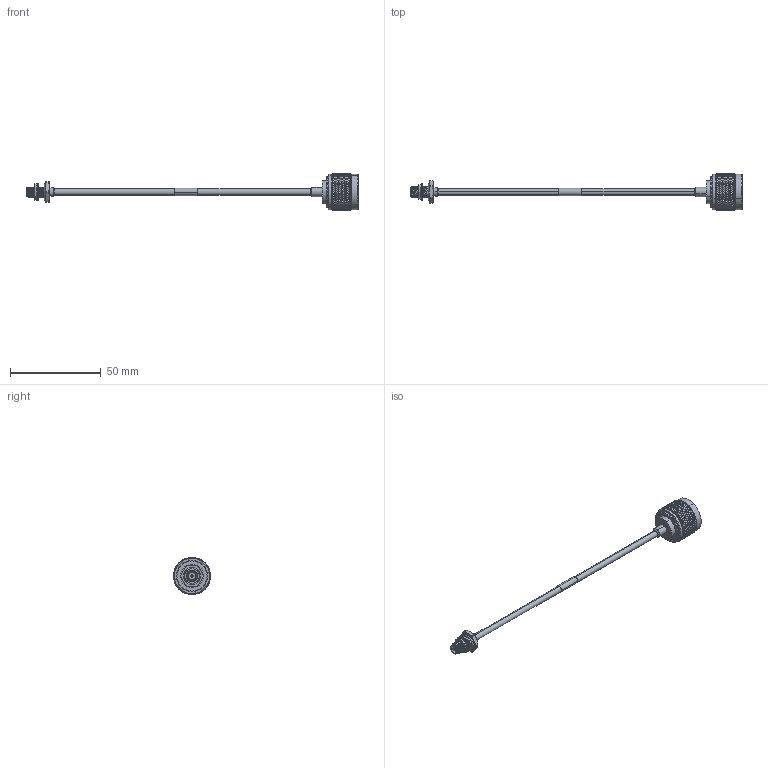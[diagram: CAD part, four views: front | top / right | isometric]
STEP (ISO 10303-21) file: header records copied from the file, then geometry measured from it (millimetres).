
FILE_DESCRIPTION (( 'STEP AP214' ), '1' );
FILE_NAME ('LCCA30419.step', '2020-05-01T18:43:40', ( '' ), ( '' ), 'SwSTEP 2.0', 'SolidWorks 2018', '' );
FILE_SCHEMA (( 'AUTOMOTIVE_DESIGN' ));
Length unit declared in the file: inch
Products named in the file (7): solder plug left^LCCA30419; 1AW01-003_.152 ID; LC141TB (141 FORMABLE); LCCA30419; LCCN3051; solder plug right^LCCA30419; LCCN3049
Assembly tree (6 placements, depth 2):
  LCCA30419
    LC141TB (141 FORMABLE)
    LCCN3049
    1AW01-003_.152 ID
    LCCN3051
    solder plug left^LCCA30419
    solder plug right^LCCA30419
Bounding box: 183.06 x 20.32 x 20.32 mm (x, y, z)
Volume: 6079 mm3; surface area: 6541.9 mm2
Topology: 10 solids, 10 shells, 2567 faces, 5639 edges, 3102 vertices
Faces by surface type: bspline 1878, cylinder 565, plane 65, cone 45, torus 10, sphere 4
Entity records: 115486 total; most frequent: CARTESIAN_POINT 78133, ORIENTED_EDGE 11278, EDGE_CURVE 5639, VERTEX_POINT 3102, EDGE_LOOP 2591, FACE_OUTER_BOUND 2567, ADVANCED_FACE 2567, DIRECTION 2539
